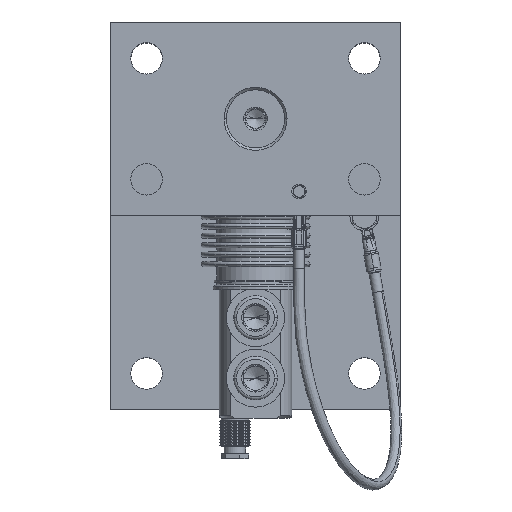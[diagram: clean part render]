
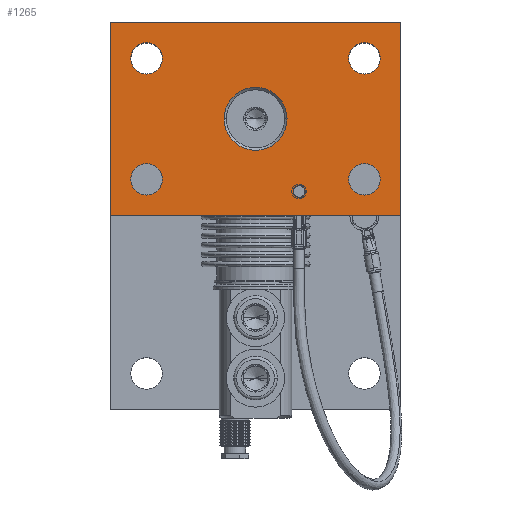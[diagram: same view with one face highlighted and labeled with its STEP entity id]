
A CAD part, top view. The second image highlights one B-rep face of the part: STEP entity #1265.
In plain terms, the highlighted planar face has unit normal (0, 0, 1).
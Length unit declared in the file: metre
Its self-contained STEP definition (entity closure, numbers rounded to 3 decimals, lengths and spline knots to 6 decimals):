
#1265=ADVANCED_FACE('226:72',(#2215,#2216,#2217,#2218,#2219,#2220,#2221),#2222,.T.);
#2215=FACE_OUTER_BOUND('',#10061,.T.);
#2216=FACE_BOUND('',#10062,.T.);
#2217=FACE_BOUND('',#10063,.T.);
#2218=FACE_BOUND('',#10064,.T.);
#2219=FACE_BOUND('',#10065,.T.);
#2220=FACE_BOUND('',#10066,.T.);
#2221=FACE_BOUND('',#10067,.T.);
#2222=PLANE('',#10068);
#10061=EDGE_LOOP('',(#12577,#12578,#12579,#12580));
#10062=EDGE_LOOP('',(#12581,#12582));
#10063=EDGE_LOOP('',(#12583,#12584));
#10064=EDGE_LOOP('',(#12585,#12586));
#10065=EDGE_LOOP('',(#12587,#12588));
#10066=EDGE_LOOP('',(#12589,#12590));
#10067=EDGE_LOOP('',(#12591,#12592));
#10068=AXIS2_PLACEMENT_3D('',#12593,#12594,#12595);
#12577=ORIENTED_EDGE('',*,*,#16637,.F.);
#12578=ORIENTED_EDGE('',*,*,#16638,.F.);
#12579=ORIENTED_EDGE('',*,*,#16639,.F.);
#12580=ORIENTED_EDGE('',*,*,#16640,.F.);
#12581=ORIENTED_EDGE('',*,*,#16641,.F.);
#12582=ORIENTED_EDGE('',*,*,#16605,.F.);
#12583=ORIENTED_EDGE('',*,*,#16642,.F.);
#12584=ORIENTED_EDGE('',*,*,#16601,.F.);
#12585=ORIENTED_EDGE('',*,*,#16643,.F.);
#12586=ORIENTED_EDGE('',*,*,#16609,.F.);
#12587=ORIENTED_EDGE('',*,*,#16644,.F.);
#12588=ORIENTED_EDGE('',*,*,#16613,.F.);
#12589=ORIENTED_EDGE('',*,*,#16619,.T.);
#12590=ORIENTED_EDGE('',*,*,#16645,.T.);
#12591=ORIENTED_EDGE('',*,*,#16635,.F.);
#12592=ORIENTED_EDGE('',*,*,#16636,.F.);
#12593=CARTESIAN_POINT('',(0.0,0.0,0.043));
#12594=DIRECTION('',(0.0,0.0,1.0));
#12595=DIRECTION('',(1.0,0.0,0.0));
#16601=EDGE_CURVE('226:93',#18450,#18453,#18454,.T.);
#16605=EDGE_CURVE('226:90',#18458,#18461,#18462,.T.);
#16609=EDGE_CURVE('226:96',#18466,#18469,#18470,.T.);
#16613=EDGE_CURVE('226:99',#18474,#18477,#18478,.T.);
#16619=EDGE_CURVE('227:323',#18483,#18487,#18489,.T.);
#16635=EDGE_CURVE('232:1512',#18517,#18514,#18519,.T.);
#16636=EDGE_CURVE('232:1512',#18514,#18517,#18520,.T.);
#16637=EDGE_CURVE('223:1618',#18521,#18522,#18523,.T.);
#16638=EDGE_CURVE('223:1648',#18524,#18521,#18525,.T.);
#16639=EDGE_CURVE('223:1639',#18526,#18524,#18527,.T.);
#16640=EDGE_CURVE('223:1630',#18522,#18526,#18528,.T.);
#16641=EDGE_CURVE('226:90',#18461,#18458,#18529,.T.);
#16642=EDGE_CURVE('226:93',#18453,#18450,#18530,.T.);
#16643=EDGE_CURVE('226:96',#18469,#18466,#18531,.T.);
#16644=EDGE_CURVE('226:99',#18477,#18474,#18532,.T.);
#16645=EDGE_CURVE('227:323',#18487,#18483,#18533,.T.);
#18450=VERTEX_POINT('',#22263);
#18453=VERTEX_POINT('',#22267);
#18454=CIRCLE('',#22268,0.0065);
#18458=VERTEX_POINT('',#22273);
#18461=VERTEX_POINT('',#22277);
#18462=CIRCLE('',#22278,0.0065);
#18466=VERTEX_POINT('',#22283);
#18469=VERTEX_POINT('',#22287);
#18470=CIRCLE('',#22288,0.0065);
#18474=VERTEX_POINT('',#22293);
#18477=VERTEX_POINT('',#22297);
#18478=CIRCLE('',#22298,0.0065);
#18483=VERTEX_POINT('',#22304);
#18487=VERTEX_POINT('',#22309);
#18489=CIRCLE('',#22312,0.0025);
#18514=VERTEX_POINT('',#22343);
#18517=VERTEX_POINT('',#22347);
#18519=CIRCLE('',#22350,0.013);
#18520=CIRCLE('',#22351,0.013);
#18521=VERTEX_POINT('',#22352);
#18522=VERTEX_POINT('',#22353);
#18523=LINE('',#22354,#22355);
#18524=VERTEX_POINT('',#22356);
#18525=LINE('',#22357,#22358);
#18526=VERTEX_POINT('',#22359);
#18527=LINE('',#22360,#22361);
#18528=LINE('',#22362,#22363);
#18529=CIRCLE('',#22364,0.0065);
#18530=CIRCLE('',#22365,0.0065);
#18531=CIRCLE('',#22366,0.0065);
#18532=CIRCLE('',#22367,0.0065);
#18533=CIRCLE('',#22368,0.0025);
#22263=CARTESIAN_POINT('',(-0.0515,0.025,0.043));
#22267=CARTESIAN_POINT('',(-0.0385,0.025,0.043));
#22268=AXIS2_PLACEMENT_3D('',#25828,#25829,#25830);
#22273=CARTESIAN_POINT('',(-0.0515,-0.025,0.043));
#22277=CARTESIAN_POINT('',(-0.0385,-0.025,0.043));
#22278=AXIS2_PLACEMENT_3D('',#25836,#25837,#25838);
#22283=CARTESIAN_POINT('',(0.0385,-0.025,0.043));
#22287=CARTESIAN_POINT('',(0.0515,-0.025,0.043));
#22288=AXIS2_PLACEMENT_3D('',#25844,#25845,#25846);
#22293=CARTESIAN_POINT('',(0.0385,0.025,0.043));
#22297=CARTESIAN_POINT('',(0.0515,0.025,0.043));
#22298=AXIS2_PLACEMENT_3D('',#25852,#25853,#25854);
#22304=CARTESIAN_POINT('',(0.0155,-0.03,0.043));
#22309=CARTESIAN_POINT('',(0.0205,-0.03,0.043));
#22312=AXIS2_PLACEMENT_3D('',#25864,#25865,#25866);
#22343=CARTESIAN_POINT('',(-0.013,0.,0.043));
#22347=CARTESIAN_POINT('',(0.013,0.,0.043));
#22350=AXIS2_PLACEMENT_3D('',#25896,#25897,#25898);
#22351=AXIS2_PLACEMENT_3D('',#25899,#25900,#25901);
#22352=CARTESIAN_POINT('',(-0.06,0.04,0.043));
#22353=CARTESIAN_POINT('',(0.06,0.04,0.043));
#22354=CARTESIAN_POINT('',(-0.06,0.04,0.043));
#22355=VECTOR('',#25902,1.0);
#22356=CARTESIAN_POINT('',(-0.06,-0.04,0.043));
#22357=CARTESIAN_POINT('',(-0.06,-0.04,0.043));
#22358=VECTOR('',#25903,1.0);
#22359=CARTESIAN_POINT('',(0.06,-0.04,0.043));
#22360=CARTESIAN_POINT('',(0.06,-0.04,0.043));
#22361=VECTOR('',#25904,1.0);
#22362=CARTESIAN_POINT('',(0.06,0.04,0.043));
#22363=VECTOR('',#25905,1.0);
#22364=AXIS2_PLACEMENT_3D('',#25906,#25907,#25908);
#22365=AXIS2_PLACEMENT_3D('',#25909,#25910,#25911);
#22366=AXIS2_PLACEMENT_3D('',#25912,#25913,#25914);
#22367=AXIS2_PLACEMENT_3D('',#25915,#25916,#25917);
#22368=AXIS2_PLACEMENT_3D('',#25918,#25919,#25920);
#25828=CARTESIAN_POINT('',(-0.045,0.025,0.043));
#25829=DIRECTION('',(0.0,0.0,1.0));
#25830=DIRECTION('',(1.0,0.0,0.0));
#25836=CARTESIAN_POINT('',(-0.045,-0.025,0.043));
#25837=DIRECTION('',(0.0,0.0,1.0));
#25838=DIRECTION('',(1.0,0.0,0.0));
#25844=CARTESIAN_POINT('',(0.045,-0.025,0.043));
#25845=DIRECTION('',(0.0,0.0,1.0));
#25846=DIRECTION('',(1.0,0.0,0.0));
#25852=CARTESIAN_POINT('',(0.045,0.025,0.043));
#25853=DIRECTION('',(0.0,0.0,1.0));
#25854=DIRECTION('',(1.0,0.0,0.0));
#25864=CARTESIAN_POINT('',(0.018,-0.03,0.043));
#25865=DIRECTION('',(-0.0,0.0,-1.0));
#25866=DIRECTION('',(-1.0,0.0,0.0));
#25896=CARTESIAN_POINT('',(0.,0.0,0.043));
#25897=DIRECTION('',(0.0,0.0,1.0));
#25898=DIRECTION('',(-1.0,0.0,0.0));
#25899=CARTESIAN_POINT('',(0.,0.0,0.043));
#25900=DIRECTION('',(0.0,0.0,1.0));
#25901=DIRECTION('',(-1.0,0.0,0.0));
#25902=DIRECTION('',(1.0,0.0,0.0));
#25903=DIRECTION('',(0.0,1.0,0.0));
#25904=DIRECTION('',(-1.0,0.0,0.0));
#25905=DIRECTION('',(0.0,-1.0,0.0));
#25906=CARTESIAN_POINT('',(-0.045,-0.025,0.043));
#25907=DIRECTION('',(0.0,0.0,1.0));
#25908=DIRECTION('',(1.0,0.0,0.0));
#25909=CARTESIAN_POINT('',(-0.045,0.025,0.043));
#25910=DIRECTION('',(0.0,0.0,1.0));
#25911=DIRECTION('',(1.0,0.0,0.0));
#25912=CARTESIAN_POINT('',(0.045,-0.025,0.043));
#25913=DIRECTION('',(0.0,0.0,1.0));
#25914=DIRECTION('',(1.0,0.0,0.0));
#25915=CARTESIAN_POINT('',(0.045,0.025,0.043));
#25916=DIRECTION('',(0.0,0.0,1.0));
#25917=DIRECTION('',(1.0,0.0,0.0));
#25918=CARTESIAN_POINT('',(0.018,-0.03,0.043));
#25919=DIRECTION('',(-0.0,0.0,-1.0));
#25920=DIRECTION('',(-1.0,0.0,0.0));
